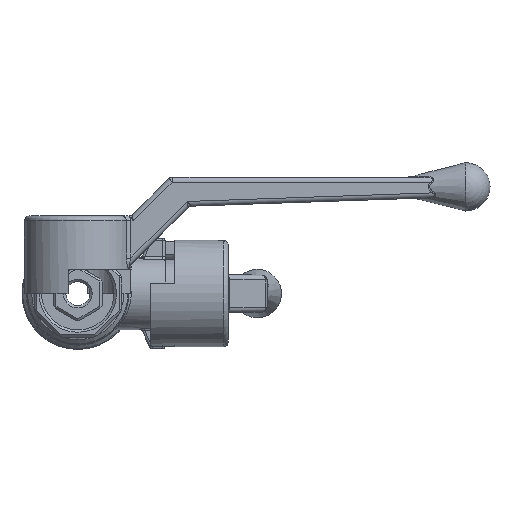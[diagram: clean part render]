
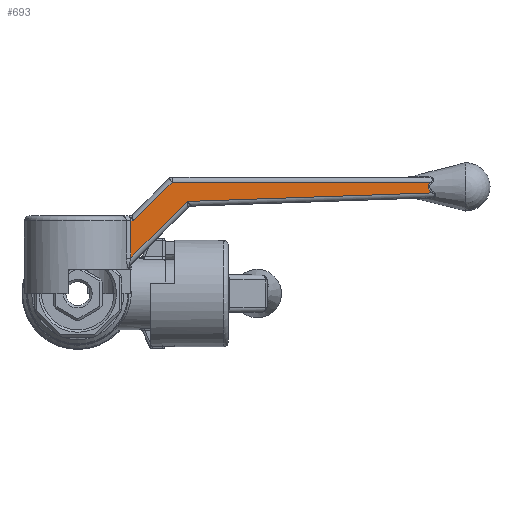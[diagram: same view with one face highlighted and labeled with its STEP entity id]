
A CAD part, front view. The second image highlights one B-rep face of the part: STEP entity #693.
In plain terms, the highlighted planar face has unit normal (0.013, -1, 0).
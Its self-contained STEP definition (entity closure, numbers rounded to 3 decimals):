
#693 = ADVANCED_FACE( '', ( #1471 ), #1472, .T. );
#1471 = FACE_OUTER_BOUND( '', #3325, .T. );
#1472 = PLANE( '', #3326 );
#3325 = EDGE_LOOP( '', ( #5473, #5474, #5475, #5476, #5477, #5478, #5479 ) );
#3326 = AXIS2_PLACEMENT_3D( '', #5480, #5481, #5482 );
#5473 = ORIENTED_EDGE( '', *, *, #6411, .T. );
#5474 = ORIENTED_EDGE( '', *, *, #6762, .T. );
#5475 = ORIENTED_EDGE( '', *, *, #6456, .T. );
#5476 = ORIENTED_EDGE( '', *, *, #6358, .T. );
#5477 = ORIENTED_EDGE( '', *, *, #6414, .T. );
#5478 = ORIENTED_EDGE( '', *, *, #6221, .T. );
#5479 = ORIENTED_EDGE( '', *, *, #6029, .T. );
#5480 = CARTESIAN_POINT( '', ( 5., -4., -111.004 ) );
#5481 = DIRECTION( '', ( 0.013, -1., 0. ) );
#5482 = DIRECTION( '', ( 1., 0.013, 0. ) );
#6029 = EDGE_CURVE( '', #6871, #6869, #6872, .F. );
#6221 = EDGE_CURVE( '', #7199, #6871, #7205, .F. );
#6358 = EDGE_CURVE( '', #6998, #6887, #7415, .F. );
#6411 = EDGE_CURVE( '', #6869, #7281, #7498, .F. );
#6414 = EDGE_CURVE( '', #6887, #7199, #7501, .F. );
#6456 = EDGE_CURVE( '', #7270, #6998, #7562, .F. );
#6762 = EDGE_CURVE( '', #7281, #7270, #7945, .T. );
#6869 = VERTEX_POINT( '', #8056 );
#6871 = VERTEX_POINT( '', #8058 );
#6872 = LINE( '', #8059, #8060 );
#6887 = VERTEX_POINT( '', #8135 );
#6998 = VERTEX_POINT( '', #8287 );
#7199 = VERTEX_POINT( '', #8591 );
#7205 = LINE( '', #8598, #8599 );
#7270 = VERTEX_POINT( '', #8693 );
#7281 = VERTEX_POINT( '', #8943 );
#7415 = LINE( '', #9652, #9653 );
#7498 = LINE( '', #10190, #10191 );
#7501 = LINE( '', #10194, #10195 );
#7562 = LINE( '', #10280, #10281 );
#7945 = B_SPLINE_CURVE_WITH_KNOTS( '', 3, ( #11613, #11614, #11615, #11616, #11617, #11618, #11619, #11620, #11621, #11622, #11623, #11624, #11625, #11626, #11627, #11628, #11629, #11630, #11631, #11632, #11633, #11634, #11635, #11636, #11637, #11638, #11639, #11640, #11641, #11642, #11643, #11644, #11645, #11646, #11647, #11648, #11649, #11650, #11651, #11652, #11653, #11654, #11655, #11656, #11657, #11658, #11659, #11660 ), .UNSPECIFIED., .F., .F., ( 4, 1, 2, 2, 2, 2, 1, 2, 2, 2, 2, 1, 1, 2, 2, 2, 1, 2, 2, 2, 2, 2, 2, 1, 2, 2, 4 ), ( 0., 0., 0., 0., 0.001, 0.001, 0.001, 0.001, 0.001, 0.001, 0.001, 0.001, 0.001, 0.001, 0.001, 0.002, 0.002, 0.002, 0.002, 0.002, 0.002, 0.002, 0.002, 0.002, 0.002, 0.002, 0.003 ), .UNSPECIFIED. );
#8056 = CARTESIAN_POINT( '', ( 22.595, -3.765, 18.996 ) );
#8058 = CARTESIAN_POINT( '', ( 10.931, -3.921, 7.332 ) );
#8059 = CARTESIAN_POINT( '', ( 22.309, -3.769, 18.71 ) );
#8060 = VECTOR( '', #12017, 1000. );
#8135 = CARTESIAN_POINT( '', ( 11.428, -3.914, 15. ) );
#8287 = CARTESIAN_POINT( '', ( 19.428, -3.808, 23. ) );
#8591 = CARTESIAN_POINT( '', ( 10.931, -3.921, 15. ) );
#8598 = CARTESIAN_POINT( '', ( 10.931, -3.921, 6.675 ) );
#8599 = VECTOR( '', #12275, 1000. );
#8693 = CARTESIAN_POINT( '', ( 72.732, -3.097, 23. ) );
#8943 = CARTESIAN_POINT( '', ( 72.978, -3.094, 20.755 ) );
#9652 = CARTESIAN_POINT( '', ( 11.714, -3.91, 15.286 ) );
#9653 = VECTOR( '', #12428, 1000. );
#10190 = CARTESIAN_POINT( '', ( 74.999, -3.067, 20.825 ) );
#10191 = VECTOR( '', #12497, 1000. );
#10194 = CARTESIAN_POINT( '', ( 9.189, -3.944, 15. ) );
#10195 = VECTOR( '', #12501, 1000. );
#10280 = CARTESIAN_POINT( '', ( 19., -3.813, 23. ) );
#10281 = VECTOR( '', #12549, 1000. );
#11613 = CARTESIAN_POINT( '', ( 72.978, -3.094, 20.755 ) );
#11614 = CARTESIAN_POINT( '', ( 72.938, -3.094, 20.791 ) );
#11615 = CARTESIAN_POINT( '', ( 72.86, -3.095, 20.865 ) );
#11616 = CARTESIAN_POINT( '', ( 72.785, -3.096, 20.942 ) );
#11617 = CARTESIAN_POINT( '', ( 72.712, -3.097, 21.021 ) );
#11618 = CARTESIAN_POINT( '', ( 72.677, -3.098, 21.062 ) );
#11619 = CARTESIAN_POINT( '', ( 72.61, -3.099, 21.145 ) );
#11620 = CARTESIAN_POINT( '', ( 72.577, -3.099, 21.187 ) );
#11621 = CARTESIAN_POINT( '', ( 72.516, -3.1, 21.275 ) );
#11622 = CARTESIAN_POINT( '', ( 72.486, -3.1, 21.321 ) );
#11623 = CARTESIAN_POINT( '', ( 72.453, -3.101, 21.379 ) );
#11624 = CARTESIAN_POINT( '', ( 72.443, -3.101, 21.397 ) );
#11625 = CARTESIAN_POINT( '', ( 72.433, -3.101, 21.415 ) );
#11626 = CARTESIAN_POINT( '', ( 72.426, -3.101, 21.427 ) );
#11627 = CARTESIAN_POINT( '', ( 72.423, -3.101, 21.433 ) );
#11628 = CARTESIAN_POINT( '', ( 72.408, -3.101, 21.463 ) );
#11629 = CARTESIAN_POINT( '', ( 72.396, -3.101, 21.488 ) );
#11630 = CARTESIAN_POINT( '', ( 72.363, -3.102, 21.562 ) );
#11631 = CARTESIAN_POINT( '', ( 72.343, -3.102, 21.613 ) );
#11632 = CARTESIAN_POINT( '', ( 72.319, -3.102, 21.69 ) );
#11633 = CARTESIAN_POINT( '', ( 72.308, -3.103, 21.73 ) );
#11634 = CARTESIAN_POINT( '', ( 72.298, -3.103, 21.776 ) );
#11635 = CARTESIAN_POINT( '', ( 72.294, -3.103, 21.796 ) );
#11636 = CARTESIAN_POINT( '', ( 72.292, -3.103, 21.81 ) );
#11637 = CARTESIAN_POINT( '', ( 72.291, -3.103, 21.817 ) );
#11638 = CARTESIAN_POINT( '', ( 72.272, -3.103, 21.931 ) );
#11639 = CARTESIAN_POINT( '', ( 72.271, -3.103, 22.039 ) );
#11640 = CARTESIAN_POINT( '', ( 72.287, -3.103, 22.16 ) );
#11641 = CARTESIAN_POINT( '', ( 72.29, -3.103, 22.18 ) );
#11642 = CARTESIAN_POINT( '', ( 72.294, -3.103, 22.2 ) );
#11643 = CARTESIAN_POINT( '', ( 72.296, -3.103, 22.214 ) );
#11644 = CARTESIAN_POINT( '', ( 72.298, -3.103, 22.22 ) );
#11645 = CARTESIAN_POINT( '', ( 72.305, -3.103, 22.254 ) );
#11646 = CARTESIAN_POINT( '', ( 72.311, -3.103, 22.28 ) );
#11647 = CARTESIAN_POINT( '', ( 72.333, -3.102, 22.359 ) );
#11648 = CARTESIAN_POINT( '', ( 72.352, -3.102, 22.41 ) );
#11649 = CARTESIAN_POINT( '', ( 72.383, -3.102, 22.485 ) );
#11650 = CARTESIAN_POINT( '', ( 72.395, -3.101, 22.51 ) );
#11651 = CARTESIAN_POINT( '', ( 72.413, -3.101, 22.546 ) );
#11652 = CARTESIAN_POINT( '', ( 72.419, -3.101, 22.558 ) );
#11653 = CARTESIAN_POINT( '', ( 72.432, -3.101, 22.583 ) );
#11654 = CARTESIAN_POINT( '', ( 72.464, -3.1, 22.643 ) );
#11655 = CARTESIAN_POINT( '', ( 72.5, -3.1, 22.7 ) );
#11656 = CARTESIAN_POINT( '', ( 72.561, -3.099, 22.79 ) );
#11657 = CARTESIAN_POINT( '', ( 72.593, -3.099, 22.833 ) );
#11658 = CARTESIAN_POINT( '', ( 72.66, -3.098, 22.918 ) );
#11659 = CARTESIAN_POINT( '', ( 72.695, -3.097, 22.96 ) );
#11660 = CARTESIAN_POINT( '', ( 72.732, -3.097, 23. ) );
#12017 = DIRECTION( '', ( -0.707, -0.009, -0.707 ) );
#12275 = DIRECTION( '', ( 0., 0., 1. ) );
#12428 = DIRECTION( '', ( 0.707, 0.009, 0.707 ) );
#12497 = DIRECTION( '', ( -0.999, -0.013, -0.035 ) );
#12501 = DIRECTION( '', ( 1., 0.013, 0. ) );
#12549 = DIRECTION( '', ( 1., 0.013, 0. ) );
